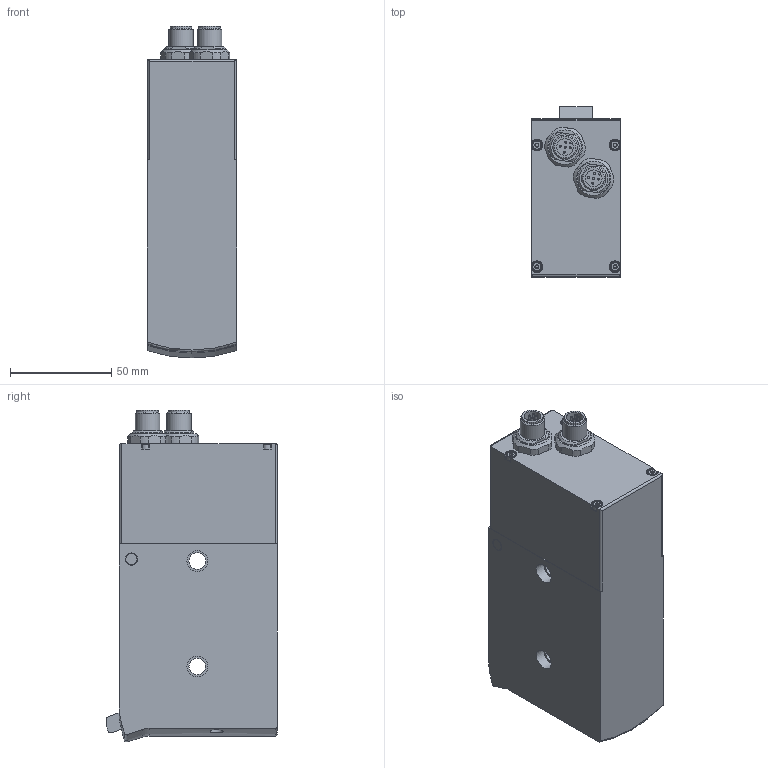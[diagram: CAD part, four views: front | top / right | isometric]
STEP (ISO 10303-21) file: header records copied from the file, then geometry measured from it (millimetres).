
FILE_DESCRIPTION(/* description */ ('STEP AP214'),/* implementation_level */ '2;1');
FILE_NAME(/* name */ '2942447_EFSD-100-PV-M12',/* time_stamp */ '2024-08-27T12:16:43+02:00',/* author */ ('License CC BY-ND 4.0'),/* organization */ ('CADENAS'),/* preprocessor_version */ 'ST-DEVELOPER v19.3',/* originating_system */ 'PARTsolutions',/* authorisation */ ' ');
FILE_SCHEMA (('AUTOMOTIVE_DESIGN {1 0 10303 214 3 1 1}'));
Length unit declared in the file: millimetre
Products named in the file (5): 2942447 EFSD-100-PV-M12---(1); 2942447 EFSD-100-PV-M12---(h); 2942447 EFSD-100-PV-M12---(g); 2942447 EFSD-100-PV-M12---(p); 2942447 EFSD-1000-PV-M12---(s)
Assembly tree (4 placements, depth 2):
  2942447 EFSD-100-PV-M12---(1)
    2942447 EFSD-100-PV-M12---(h)
    2942447 EFSD-100-PV-M12---(g)
    2942447 EFSD-100-PV-M12---(p)
    2942447 EFSD-1000-PV-M12---(s)
Bounding box: 44 x 84.22 x 163.7 mm (x, y, z)
Volume: 431596.1 mm3; surface area: 81097.7 mm2
Topology: 4 solids, 4 shells, 379 faces, 943 edges, 627 vertices
Faces by surface type: plane 185, cylinder 154, cone 20, torus 20
Full cylindrical faces by diameter (mm): 1 x10, 3.2 x3, 4 x5, 4.5 x4, 4.8 x1, 5.5 x3, 6 x4, 6.4 x2, 7 x2, 8.2 x2, 8.3 x2, 10 x2, 10.2 x4, 10.5 x2, 12 x2, 30 x2
Entity records: 13460 total; most frequent: CARTESIAN_POINT 2283, DIRECTION 1803, ORIENTED_EDGE 1688, EDGE_CURVE 844, AXIS2_PLACEMENT_3D 680, VERTEX_POINT 602, EDGE_LOOP 524, FACE_BOUND 524
